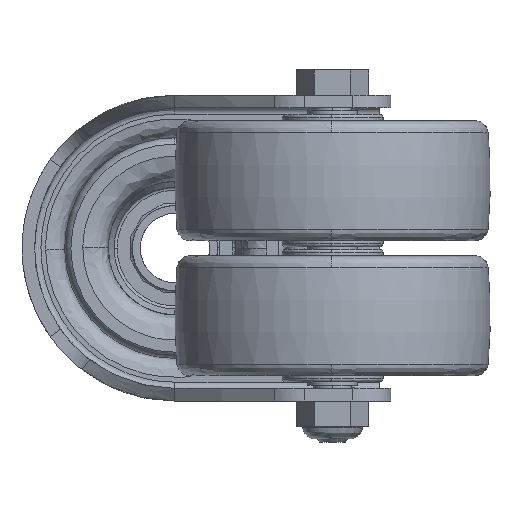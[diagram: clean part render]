
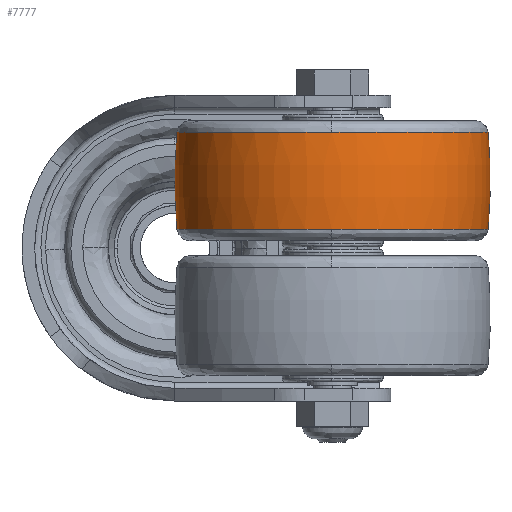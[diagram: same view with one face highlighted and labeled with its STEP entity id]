
A CAD part, front view. The second image highlights one B-rep face of the part: STEP entity #7777.
In plain terms, the highlighted toroidal (fillet/blend) face has major radius 65.5 mm and minor radius 90.5 mm.
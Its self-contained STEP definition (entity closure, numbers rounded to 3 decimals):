
#66 = VERTEX_POINT ( 'NONE', #10980 ) ;
#380 = ORIENTED_EDGE ( 'NONE', *, *, #11469, .T. ) ;
#521 = ORIENTED_EDGE ( 'NONE', *, *, #11152, .T. ) ;
#610 = EDGE_CURVE ( 'NONE', #14926, #11240, #5634, .T. ) ;
#653 = DIRECTION ( 'NONE',  ( -0.063, -0.998, 0. ) ) ;
#721 = CIRCLE ( 'NONE', #17124, 90.5 ) ;
#1485 = CARTESIAN_POINT ( 'NONE',  ( 25., -47.266, 3.022 ) ) ;
#1625 = DIRECTION ( 'NONE',  ( 0., 0., 1. ) ) ;
#1870 = AXIS2_PLACEMENT_3D ( 'NONE', #12663, #5831, #9993 ) ;
#2125 = AXIS2_PLACEMENT_3D ( 'NONE', #5160, #17578, #5330 ) ;
#2749 = CIRCLE ( 'NONE', #12494, 24.674 ) ;
#2854 = CARTESIAN_POINT ( 'NONE',  ( 90.5, -47.266, 10.692 ) ) ;
#3049 = DIRECTION ( 'NONE',  ( -0.063, -0.998, 0. ) ) ;
#3757 = EDGE_CURVE ( 'NONE', #16996, #4616, #15900, .T. ) ;
#4334 = VERTEX_POINT ( 'NONE', #12399 ) ;
#4441 = CIRCLE ( 'NONE', #2125, 90.5 ) ;
#4616 = VERTEX_POINT ( 'NONE', #12480 ) ;
#4691 = CARTESIAN_POINT ( 'NONE',  ( 25., -47.266, 3.022 ) ) ;
#5160 = CARTESIAN_POINT ( 'NONE',  ( -40.5, -47.266, 10.692 ) ) ;
#5330 = DIRECTION ( 'NONE',  ( 0., 0., -1. ) ) ;
#5634 = CIRCLE ( 'NONE', #16840, 24.674 ) ;
#5831 = DIRECTION ( 'NONE',  ( 0., 0., 1. ) ) ;
#7468 = EDGE_LOOP ( 'NONE', ( #9210, #9738, #15480, #380, #521, #14530 ) ) ;
#7777 = ADVANCED_FACE ( 'NONE', ( #16916 ), #14204, .T. ) ;
#8719 = DIRECTION ( 'NONE',  ( 0., 0., 1. ) ) ;
#9210 = ORIENTED_EDGE ( 'NONE', *, *, #12352, .F. ) ;
#9738 = ORIENTED_EDGE ( 'NONE', *, *, #12269, .T. ) ;
#9993 = DIRECTION ( 'NONE',  ( 1., 0., 0. ) ) ;
#10152 = DIRECTION ( 'NONE',  ( 0., 0., -1. ) ) ;
#10980 = CARTESIAN_POINT ( 'NONE',  ( 49.674, -47.266, 18.361 ) ) ;
#11132 = DIRECTION ( 'NONE',  ( -1., 0., 0. ) ) ;
#11152 = EDGE_CURVE ( 'NONE', #66, #14926, #15336, .T. ) ;
#11240 = VERTEX_POINT ( 'NONE', #12160 ) ;
#11389 = DIRECTION ( 'NONE',  ( 0., 1., 0. ) ) ;
#11469 = EDGE_CURVE ( 'NONE', #4616, #66, #4441, .T. ) ;
#11866 = AXIS2_PLACEMENT_3D ( 'NONE', #17055, #15975, #653 ) ;
#12160 = CARTESIAN_POINT ( 'NONE',  ( 0.326, -47.266, 18.361 ) ) ;
#12269 = EDGE_CURVE ( 'NONE', #4334, #16996, #2749, .T. ) ;
#12352 = EDGE_CURVE ( 'NONE', #4334, #11240, #721, .T. ) ;
#12399 = CARTESIAN_POINT ( 'NONE',  ( 0.326, -47.266, 3.022 ) ) ;
#12480 = CARTESIAN_POINT ( 'NONE',  ( 49.674, -47.266, 3.022 ) ) ;
#12494 = AXIS2_PLACEMENT_3D ( 'NONE', #1485, #8719, #3049 ) ;
#12663 = CARTESIAN_POINT ( 'NONE',  ( 25., -47.266, 10.692 ) ) ;
#14204 = TOROIDAL_SURFACE ( 'NONE', #1870, -65.5, 90.5 ) ;
#14530 = ORIENTED_EDGE ( 'NONE', *, *, #610, .T. ) ;
#14926 = VERTEX_POINT ( 'NONE', #16642 ) ;
#15017 = AXIS2_PLACEMENT_3D ( 'NONE', #4691, #1625, #15764 ) ;
#15336 = CIRCLE ( 'NONE', #11866, 24.674 ) ;
#15480 = ORIENTED_EDGE ( 'NONE', *, *, #3757, .T. ) ;
#15636 = DIRECTION ( 'NONE',  ( -0.063, -0.998, 0. ) ) ;
#15764 = DIRECTION ( 'NONE',  ( -0.063, -0.998, 0. ) ) ;
#15900 = CIRCLE ( 'NONE', #15017, 24.674 ) ;
#15975 = DIRECTION ( 'NONE',  ( 0., 0., -1. ) ) ;
#16642 = CARTESIAN_POINT ( 'NONE',  ( 24.888, -71.94, 18.361 ) ) ;
#16840 = AXIS2_PLACEMENT_3D ( 'NONE', #17176, #10152, #15636 ) ;
#16916 = FACE_OUTER_BOUND ( 'NONE', #7468, .T. ) ;
#16996 = VERTEX_POINT ( 'NONE', #17331 ) ;
#17055 = CARTESIAN_POINT ( 'NONE',  ( 25., -47.266, 18.361 ) ) ;
#17124 = AXIS2_PLACEMENT_3D ( 'NONE', #2854, #11389, #11132 ) ;
#17176 = CARTESIAN_POINT ( 'NONE',  ( 25., -47.266, 18.361 ) ) ;
#17331 = CARTESIAN_POINT ( 'NONE',  ( 24.883, -71.94, 3.022 ) ) ;
#17578 = DIRECTION ( 'NONE',  ( 0., -1., 0. ) ) ;
